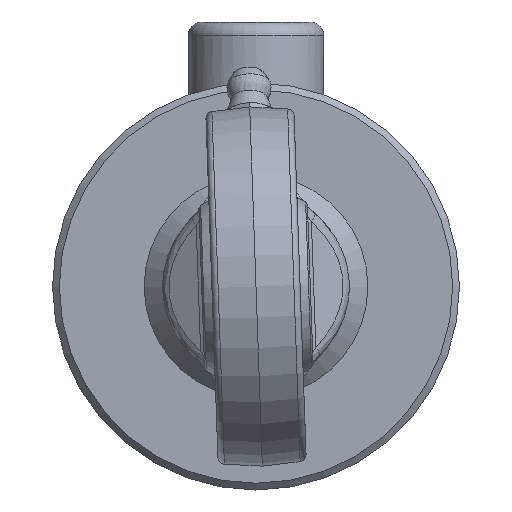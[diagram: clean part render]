
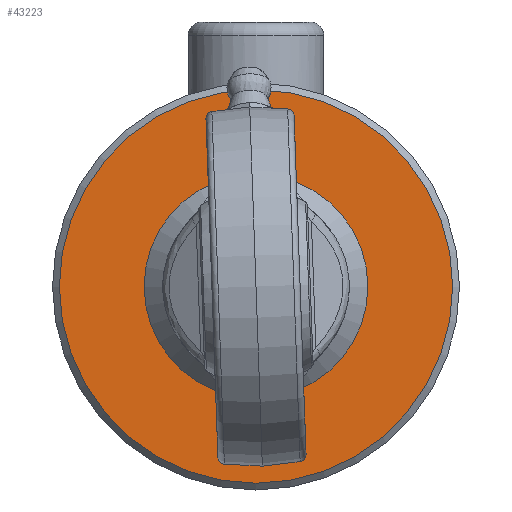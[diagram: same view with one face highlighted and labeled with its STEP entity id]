
A CAD part, front view. The second image highlights one B-rep face of the part: STEP entity #43223.
In plain terms, the highlighted planar face has unit normal (0, -1, 0).
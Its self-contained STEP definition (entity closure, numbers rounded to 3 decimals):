
#43189=CARTESIAN_POINT('',(0.,-209.0,29.));
#43190=VERTEX_POINT('',#43189);
#43191=CARTESIAN_POINT('',(0.0,-209.0,0.));
#43192=DIRECTION('',(0.0,1.0,0.0));
#43193=DIRECTION('',(0.0,0.0,-1.0));
#43194=AXIS2_PLACEMENT_3D('',#43191,#43192,#43193);
#43195=CIRCLE('',#43194,29.);
#43196=EDGE_CURVE('',#43190,#43190,#43195,.T.);
#43204=CARTESIAN_POINT('',(0.0,-209.0,23.25));
#43205=DIRECTION('',(0.0,-1.0,0.0));
#43206=DIRECTION('',(0.0,0.0,-1.0));
#43207=AXIS2_PLACEMENT_3D('',#43204,#43205,#43206);
#43208=PLANE('',#43207);
#43209=ORIENTED_EDGE('',*,*,#43196,.F.);
#43210=EDGE_LOOP('',(#43209));
#43211=FACE_OUTER_BOUND('',#43210,.T.);
#43212=CARTESIAN_POINT('',(0.0,-209.0,16.5));
#43213=VERTEX_POINT('',#43212);
#43214=CARTESIAN_POINT('',(0.0,-209.0,0.));
#43215=DIRECTION('',(0.0,1.0,0.0));
#43216=DIRECTION('',(0.0,0.0,1.0));
#43217=AXIS2_PLACEMENT_3D('',#43214,#43215,#43216);
#43218=CIRCLE('',#43217,16.5);
#43219=EDGE_CURVE('',#43213,#43213,#43218,.T.);
#43220=ORIENTED_EDGE('',*,*,#43219,.T.);
#43221=EDGE_LOOP('',(#43220));
#43222=FACE_BOUND('',#43221,.T.);
#43223=ADVANCED_FACE('',(#43211,#43222),#43208,.T.);
